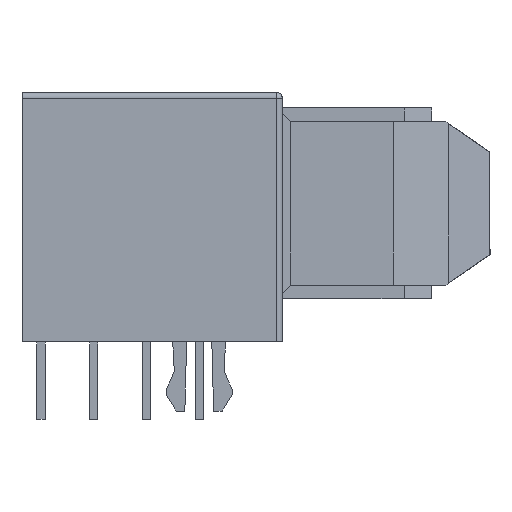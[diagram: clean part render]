
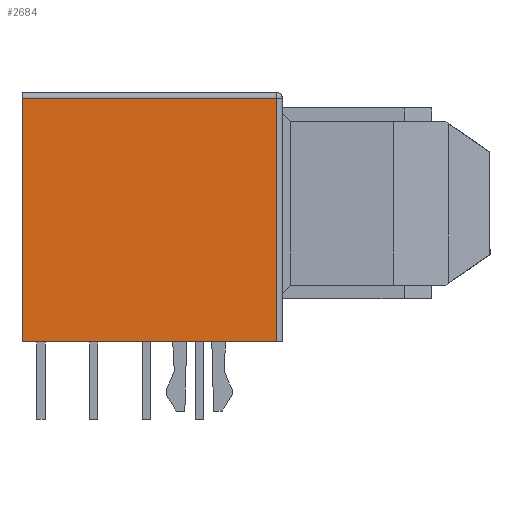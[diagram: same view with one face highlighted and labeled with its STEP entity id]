
A CAD part, left-side view. The second image highlights one B-rep face of the part: STEP entity #2684.
In plain terms, the highlighted planar face has unit normal (-1, 0, 0).
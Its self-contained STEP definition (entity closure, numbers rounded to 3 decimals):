
#106 = CARTESIAN_POINT ( 'NONE',  ( -22.2, 9.4, 3.8 ) ) ;
#121 = CARTESIAN_POINT ( 'NONE',  ( -22.2, 9.4, -5. ) ) ;
#122 = DIRECTION ( 'NONE',  ( 0., -1., 0. ) ) ;
#123 = VECTOR ( 'NONE', #122, 1000. ) ;
#124 = CARTESIAN_POINT ( 'NONE',  ( -22.2, 9.4, -5. ) ) ;
#125 = LINE ( 'NONE', #124, #123 ) ;
#126 = CARTESIAN_POINT ( 'NONE',  ( -22.2, 0.2, -5. ) ) ;
#330 = DIRECTION ( 'NONE',  ( 0., 0., -1. ) ) ;
#331 = VECTOR ( 'NONE', #330, 1000. ) ;
#332 = CARTESIAN_POINT ( 'NONE',  ( -22.2, 9.4, 4. ) ) ;
#333 = LINE ( 'NONE', #332, #331 ) ;
#2684 = ADVANCED_FACE ( 'NONE', ( #8296 ), #8294, .T. ) ;
#2686 = EDGE_LOOP ( 'NONE', ( #2688, #2693, #2746, #2747 ) ) ;
#2688 = ORIENTED_EDGE ( 'NONE', *, *, #2689, .T. ) ;
#2689 = EDGE_CURVE ( 'NONE', #4733, #2691, #8295, .T. ) ;
#2691 = VERTEX_POINT ( 'NONE', #8286 ) ;
#2693 = ORIENTED_EDGE ( 'NONE', *, *, #2695, .T. ) ;
#2695 = EDGE_CURVE ( 'NONE', #2691, #4745, #8285, .T. ) ;
#2746 = ORIENTED_EDGE ( 'NONE', *, *, #4887, .T. ) ;
#2747 = ORIENTED_EDGE ( 'NONE', *, *, #4735, .T. ) ;
#4733 = VERTEX_POINT ( 'NONE', #126 ) ;
#4735 = EDGE_CURVE ( 'NONE', #4736, #4733, #125, .T. ) ;
#4736 = VERTEX_POINT ( 'NONE', #121 ) ;
#4745 = VERTEX_POINT ( 'NONE', #106 ) ;
#4887 = EDGE_CURVE ( 'NONE', #4745, #4736, #333, .T. ) ;
#8283 = VECTOR ( 'NONE', #8349, 1000. ) ;
#8284 = CARTESIAN_POINT ( 'NONE',  ( -22.2, 9.4, 3.8 ) ) ;
#8285 = LINE ( 'NONE', #8284, #8283 ) ;
#8286 = CARTESIAN_POINT ( 'NONE',  ( -22.2, 0.2, 3.8 ) ) ;
#8287 = DIRECTION ( 'NONE',  ( 0., 0., 1. ) ) ;
#8288 = VECTOR ( 'NONE', #8287, 1000. ) ;
#8289 = CARTESIAN_POINT ( 'NONE',  ( -22.2, 0.2, 4. ) ) ;
#8290 = DIRECTION ( 'NONE',  ( 0., 0., 1. ) ) ;
#8291 = DIRECTION ( 'NONE',  ( -1., 0., 0. ) ) ;
#8292 = CARTESIAN_POINT ( 'NONE',  ( -22.2, 0., -5. ) ) ;
#8293 = AXIS2_PLACEMENT_3D ( 'NONE', #8292, #8291, #8290 ) ;
#8294 = PLANE ( 'NONE',  #8293 ) ;
#8295 = LINE ( 'NONE', #8289, #8288 ) ;
#8296 = FACE_OUTER_BOUND ( 'NONE', #2686, .T. ) ;
#8349 = DIRECTION ( 'NONE',  ( 0., 1., 0. ) ) ;
